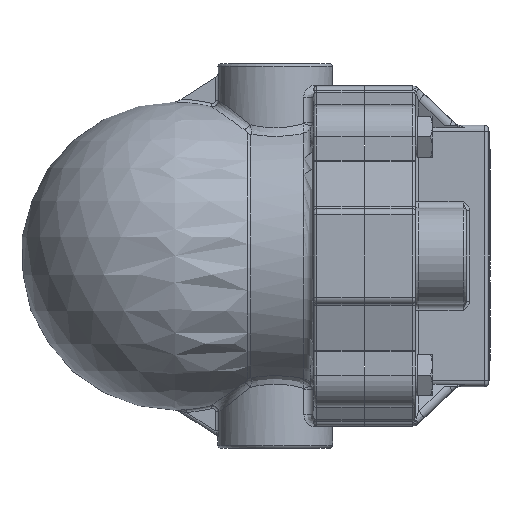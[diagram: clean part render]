
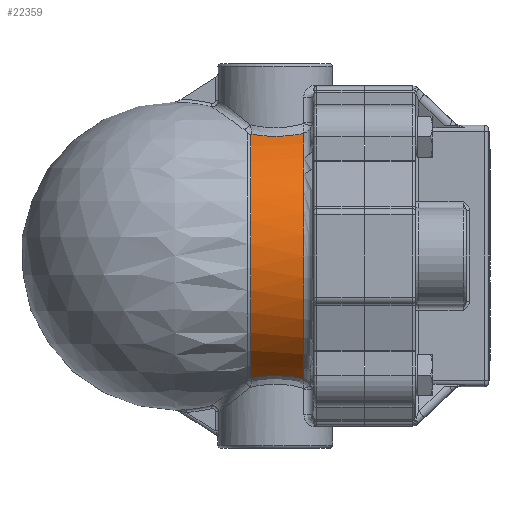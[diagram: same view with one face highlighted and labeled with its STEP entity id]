
A CAD part, left-side view. The second image highlights one B-rep face of the part: STEP entity #22359.
In plain terms, the highlighted cylindrical face has radius 42.5 mm (diameter 85 mm), a partial arc.
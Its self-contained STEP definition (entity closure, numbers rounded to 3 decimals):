
#408=B_SPLINE_CURVE_WITH_KNOTS('',3,(#32668,#32669,#32670,#32671,#32672,
#32673),.UNSPECIFIED.,.F.,.F.,(4,1,1,4),(12.722,13.15,
13.744,14.45),.UNSPECIFIED.);
#420=B_SPLINE_CURVE_WITH_KNOTS('',3,(#33042,#33043,#33044,#33045,#33046,
#33047),.UNSPECIFIED.,.F.,.F.,(4,1,1,4),(12.406,13.112,
13.706,14.134),.UNSPECIFIED.);
#2077=CYLINDRICAL_SURFACE('',#23760,42.5);
#2326=FACE_OUTER_BOUND('',#3584,.T.);
#3584=EDGE_LOOP('',(#14996,#14997,#14998,#14999));
#8649=CIRCLE('',#23730,42.5);
#8671=CIRCLE('',#23754,42.5);
#9239=VERTEX_POINT('',#31483);
#9334=VERTEX_POINT('',#32526);
#9339=VERTEX_POINT('',#32667);
#9368=VERTEX_POINT('',#32902);
#11520=EDGE_CURVE('',#9334,#9339,#408,.T.);
#11522=EDGE_CURVE('',#9239,#9334,#8649,.T.);
#11559=EDGE_CURVE('',#9339,#9368,#8671,.T.);
#11569=EDGE_CURVE('',#9368,#9239,#420,.T.);
#14996=ORIENTED_EDGE('',*,*,#11559,.F.);
#14997=ORIENTED_EDGE('',*,*,#11520,.F.);
#14998=ORIENTED_EDGE('',*,*,#11522,.F.);
#14999=ORIENTED_EDGE('',*,*,#11569,.F.);
#22359=ADVANCED_FACE('',(#2326),#2077,.T.);
#23730=AXIS2_PLACEMENT_3D('',#32681,#25441,#25442);
#23754=AXIS2_PLACEMENT_3D('',#32906,#25498,#25499);
#23760=AXIS2_PLACEMENT_3D('',#33048,#25512,#25513);
#25441=DIRECTION('center_axis',(0.,-1.,0.));
#25442=DIRECTION('ref_axis',(-1.,0.,0.));
#25498=DIRECTION('center_axis',(0.,1.,0.));
#25499=DIRECTION('ref_axis',(-1.,0.,0.));
#25512=DIRECTION('center_axis',(0.,1.,0.));
#25513=DIRECTION('ref_axis',(-1.,0.,0.));
#31483=CARTESIAN_POINT('',(-17.757,-9.059,38.613));
#32526=CARTESIAN_POINT('',(-17.757,-9.059,-38.613));
#32667=CARTESIAN_POINT('',(-18.335,7.627,-38.342));
#32668=CARTESIAN_POINT('Ctrl Pts',(-17.757,-9.058,
-38.613));
#32669=CARTESIAN_POINT('Ctrl Pts',(-18.32,-7.795,-38.354));
#32670=CARTESIAN_POINT('Ctrl Pts',(-19.389,-4.619,
-37.827));
#32671=CARTESIAN_POINT('Ctrl Pts',(-19.959,1.178,-37.518));
#32672=CARTESIAN_POINT('Ctrl Pts',(-19.117,5.461,-37.97));
#32673=CARTESIAN_POINT('Ctrl Pts',(-18.334,7.625,-38.343));
#32681=CARTESIAN_POINT('Origin',(0.,-9.059,0.));
#32902=CARTESIAN_POINT('',(-18.335,7.627,38.342));
#32906=CARTESIAN_POINT('Origin',(0.,7.627,0.));
#33042=CARTESIAN_POINT('Ctrl Pts',(-18.334,7.625,38.343));
#33043=CARTESIAN_POINT('Ctrl Pts',(-19.117,5.461,37.97));
#33044=CARTESIAN_POINT('Ctrl Pts',(-19.959,1.178,37.518));
#33045=CARTESIAN_POINT('Ctrl Pts',(-19.389,-4.619,
37.827));
#33046=CARTESIAN_POINT('Ctrl Pts',(-18.32,-7.795,38.354));
#33047=CARTESIAN_POINT('Ctrl Pts',(-17.757,-9.058,
38.613));
#33048=CARTESIAN_POINT('Origin',(0.,-12.059,0.));
